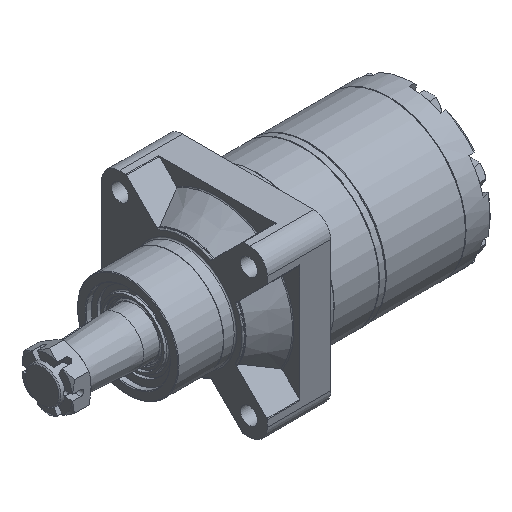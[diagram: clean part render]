
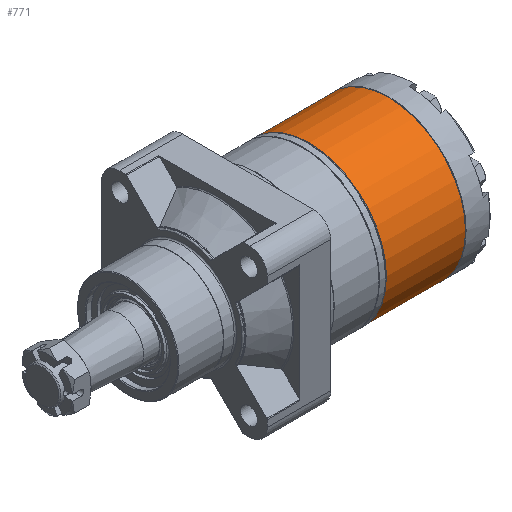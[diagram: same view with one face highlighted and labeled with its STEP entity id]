
A CAD part, isometric view. The second image highlights one B-rep face of the part: STEP entity #771.
In plain terms, the highlighted cylindrical face has radius 62.5 mm (diameter 125 mm), a full revolution.
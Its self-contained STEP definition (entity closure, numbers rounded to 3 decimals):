
#771 = ADVANCED_FACE( '', ( #1612, #1613 ), #1614, .T. );
#1612 = FACE_OUTER_BOUND( '', #2567, .T. );
#1613 = FACE_OUTER_BOUND( '', #2568, .T. );
#1614 = CYLINDRICAL_SURFACE( '', #2569, 62.5 );
#2567 = EDGE_LOOP( '', ( #4232 ) );
#2568 = EDGE_LOOP( '', ( #4233 ) );
#2569 = AXIS2_PLACEMENT_3D( '', #4234, #4235, #4236 );
#4232 = ORIENTED_EDGE( '', *, *, #5725, .F. );
#4233 = ORIENTED_EDGE( '', *, *, #5805, .T. );
#4234 = CARTESIAN_POINT( '', ( 65., 0., 0. ) );
#4235 = DIRECTION( '', ( -1., 0., 0. ) );
#4236 = DIRECTION( '', ( 0., 0., -1. ) );
#5725 = EDGE_CURVE( '', #6906, #6906, #6907, .T. );
#5805 = EDGE_CURVE( '', #7010, #7010, #7011, .T. );
#6906 = VERTEX_POINT( '', #8798 );
#6907 = CIRCLE( '', #8799, 62.5 );
#7010 = VERTEX_POINT( '', #9018 );
#7011 = CIRCLE( '', #9019, 62.5 );
#8798 = CARTESIAN_POINT( '', ( 64.5, 0., -62.5 ) );
#8799 = AXIS2_PLACEMENT_3D( '', #10221, #10222, #10223 );
#9018 = CARTESIAN_POINT( '', ( 0.5, 0., -62.5 ) );
#9019 = AXIS2_PLACEMENT_3D( '', #10308, #10309, #10310 );
#10221 = CARTESIAN_POINT( '', ( 64.5, 0., 0. ) );
#10222 = DIRECTION( '', ( 1., 0., 0. ) );
#10223 = DIRECTION( '', ( 0., 0., -1. ) );
#10308 = CARTESIAN_POINT( '', ( 0.5, 0., 0. ) );
#10309 = DIRECTION( '', ( 1., 0., 0. ) );
#10310 = DIRECTION( '', ( 0., 0., -1. ) );
